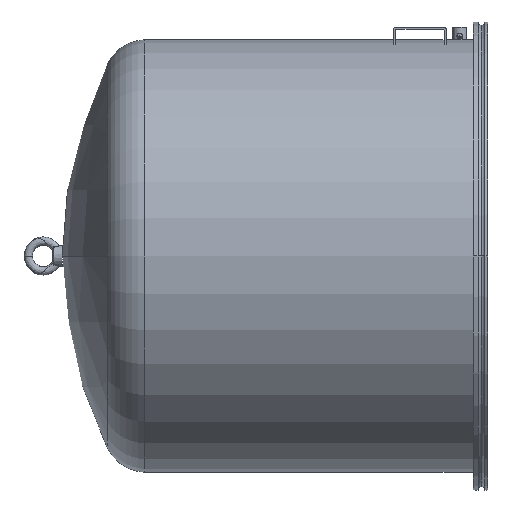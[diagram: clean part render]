
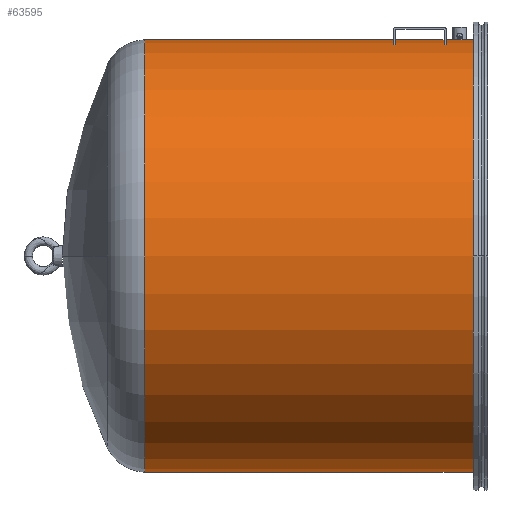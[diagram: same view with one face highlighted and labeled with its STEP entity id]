
A CAD part, left-side view. The second image highlights one B-rep face of the part: STEP entity #63595.
In plain terms, the highlighted cylindrical face has radius 254 mm (diameter 508 mm), a partial arc.
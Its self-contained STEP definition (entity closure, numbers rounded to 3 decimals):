
#5059 = LINE ( 'NONE', #56133, #90926 ) ;
#5207 = DIRECTION ( 'NONE',  ( 1., 0., 0. ) ) ;
#6461 = CYLINDRICAL_SURFACE ( 'NONE', #107663, 254. ) ;
#7116 = DIRECTION ( 'NONE',  ( 0., 0., -1. ) ) ;
#11007 = EDGE_LOOP ( 'NONE', ( #99798, #26645, #18261, #32164 ) ) ;
#12308 = AXIS2_PLACEMENT_3D ( 'NONE', #104854, #54961, #5207 ) ;
#14552 = CARTESIAN_POINT ( 'NONE',  ( 0., 403.53, 254. ) ) ;
#16976 = AXIS2_PLACEMENT_3D ( 'NONE', #106788, #56879, #7116 ) ;
#17281 = DIRECTION ( 'NONE',  ( 0., 0., -1. ) ) ;
#18126 = VECTOR ( 'NONE', #48575, 1000. ) ;
#18261 = ORIENTED_EDGE ( 'NONE', *, *, #38011, .T. ) ;
#26645 = ORIENTED_EDGE ( 'NONE', *, *, #81957, .T. ) ;
#31005 = CARTESIAN_POINT ( 'NONE',  ( 0., 403.53, -254. ) ) ;
#32164 = ORIENTED_EDGE ( 'NONE', *, *, #53278, .F. ) ;
#38011 = EDGE_CURVE ( 'NONE', #101937, #82730, #62376, .T. ) ;
#41078 = EDGE_CURVE ( 'NONE', #99399, #80980, #5059, .T. ) ;
#47741 = DIRECTION ( 'NONE',  ( 0., -1., 0. ) ) ;
#47855 = CARTESIAN_POINT ( 'NONE',  ( 0., 448.49, -254. ) ) ;
#48575 = DIRECTION ( 'NONE',  ( 0., -1., 0. ) ) ;
#53278 = EDGE_CURVE ( 'NONE', #80980, #82730, #100251, .T. ) ;
#54163 = CARTESIAN_POINT ( 'NONE',  ( 0., 8., 254. ) ) ;
#54535 = CIRCLE ( 'NONE', #16976, 254. ) ;
#54961 = DIRECTION ( 'NONE',  ( 0., -1., 0. ) ) ;
#56133 = CARTESIAN_POINT ( 'NONE',  ( 0., 448.49, 254. ) ) ;
#56879 = DIRECTION ( 'NONE',  ( 0., -1., 0. ) ) ;
#58434 = FACE_OUTER_BOUND ( 'NONE', #11007, .T. ) ;
#62376 = LINE ( 'NONE', #47855, #18126 ) ;
#63595 = ADVANCED_FACE ( 'NONE', ( #58434 ), #6461, .T. ) ;
#80980 = VERTEX_POINT ( 'NONE', #54163 ) ;
#81957 = EDGE_CURVE ( 'NONE', #99399, #101937, #54535, .T. ) ;
#82375 = DIRECTION ( 'NONE',  ( 0., -1., 0. ) ) ;
#82730 = VERTEX_POINT ( 'NONE', #95958 ) ;
#90926 = VECTOR ( 'NONE', #47741, 1000. ) ;
#91865 = CARTESIAN_POINT ( 'NONE',  ( 0., 448.49, 0. ) ) ;
#95958 = CARTESIAN_POINT ( 'NONE',  ( 0., 8., -254. ) ) ;
#99399 = VERTEX_POINT ( 'NONE', #14552 ) ;
#99798 = ORIENTED_EDGE ( 'NONE', *, *, #41078, .F. ) ;
#100251 = CIRCLE ( 'NONE', #12308, 254. ) ;
#101937 = VERTEX_POINT ( 'NONE', #31005 ) ;
#104854 = CARTESIAN_POINT ( 'NONE',  ( 0., 8., 0. ) ) ;
#106788 = CARTESIAN_POINT ( 'NONE',  ( 0., 403.53, 0. ) ) ;
#107663 = AXIS2_PLACEMENT_3D ( 'NONE', #91865, #82375, #17281 ) ;
